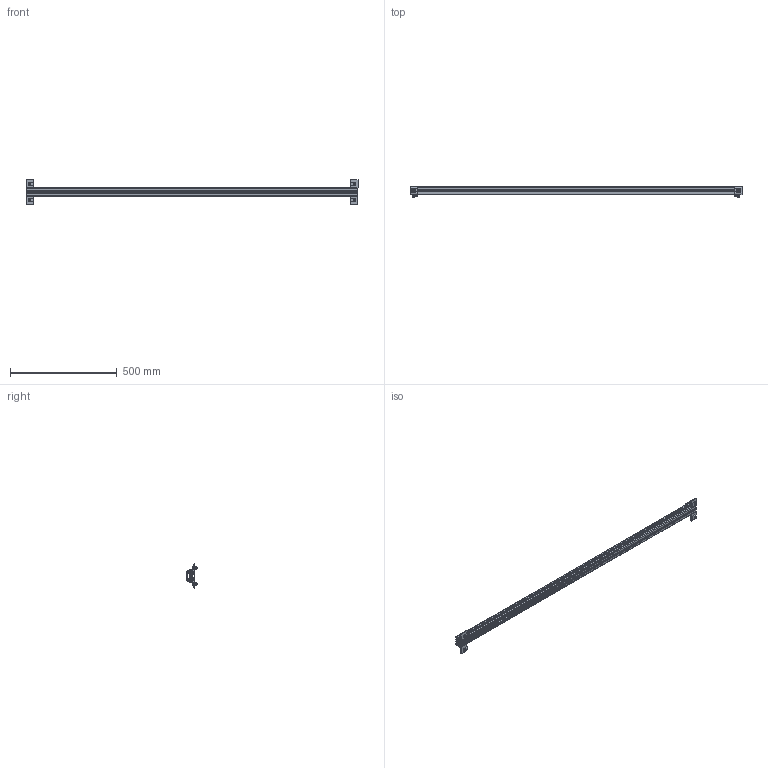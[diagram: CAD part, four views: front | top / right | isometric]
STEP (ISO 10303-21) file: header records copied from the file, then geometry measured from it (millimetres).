
FILE_DESCRIPTION (( 'STEP AP214' ), '1' );
FILE_NAME ('1003-MK60-00 3-8-2024.STEP', '2024-03-08T17:05:22', ( '' ), ( '' ), 'SwSTEP 2.0', 'SolidWorks 2020', '' );
FILE_SCHEMA (( 'AUTOMOTIVE_DESIGN' ));
Length unit declared in the file: inch
Products named in the file (6): 92949A581_92949A581; 1515-UL-BLACK_1515-UL-BLACK-61.29; 3678; 1003-MK60-00 3-8-2024; BLB-1; 92141A030_92141A030
Assembly tree (29 placements, depth 2):
  1003-MK60-00 3-8-2024
    1515-UL-BLACK_1515-UL-BLACK-61.29
    BLB-1  x4
    3678  x8
    92141A030_92141A030  x8
    92949A581_92949A581  x8
Bounding box: 1556.77 x 49.35 x 114.3 mm (x, y, z)
Volume: 966518.9 mm3; surface area: 717748.4 mm2
Topology: 29 solids, 29 shells, 627 faces, 1483 edges, 922 vertices
Faces by surface type: plane 286, cylinder 237, cone 88, sphere 16
Entity records: 8164 total; most frequent: DIRECTION 1430, CARTESIAN_POINT 1416, ORIENTED_EDGE 1308, EDGE_CURVE 654, AXIS2_PLACEMENT_3D 513, VERTEX_POINT 429, LINE 404, VECTOR 404
